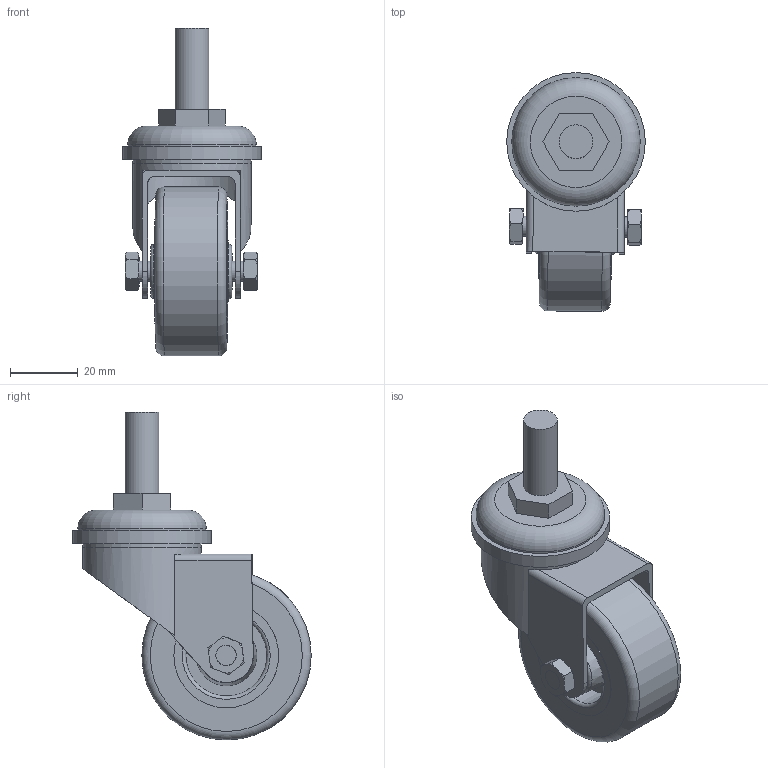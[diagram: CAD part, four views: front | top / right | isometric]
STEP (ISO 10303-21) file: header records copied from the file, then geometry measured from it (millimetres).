
FILE_DESCRIPTION(('FreeCAD Model'),'2;1');
FILE_NAME('Open CASCADE Shape Model','2025-11-28T00:43:28',('Author'),( ''),'Open CASCADE STEP processor 7.8','FreeCAD','Unknown');
FILE_SCHEMA(('AUTOMOTIVE_DESIGN { 1 0 10303 214 1 1 1 1 }'));
Length unit declared in the file: millimetre
Products named in the file (6): Roda_Caster40; MetalCase_001; MetalConn_001; RodaCaster_001; NutM8_001; NutM8_002
Assembly tree (5 placements, depth 2):
  Roda_Caster40
    MetalCase_001
    MetalConn_001
    RodaCaster_001
    NutM8_001
    NutM8_002
Bounding box: 41 x 70.56 x 97 mm (x, y, z)
Volume: 58224.6 mm3; surface area: 28155.7 mm2
Topology: 8 solids, 8 shells, 121 faces, 277 edges, 180 vertices
Faces by surface type: plane 55, cone 30, cylinder 29, torus 7
Full cylindrical faces by diameter (mm): 6 x7, 10 x1, 12 x2, 24 x2, 31 x3, 33 x1, 35 x2, 38 x1, 41 x1, 50 x1
Entity records: 4014 total; most frequent: CARTESIAN_POINT 720, DIRECTION 680, ORIENTED_EDGE 554, AXIS2_PLACEMENT_3D 280, EDGE_CURVE 277, VERTEX_POINT 180, FACE_BOUND 143, EDGE_LOOP 143
